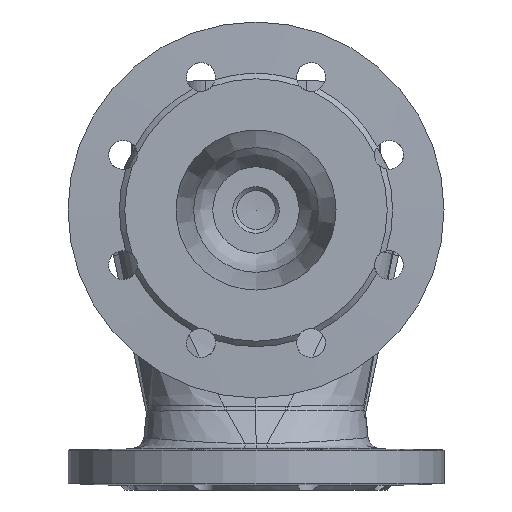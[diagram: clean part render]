
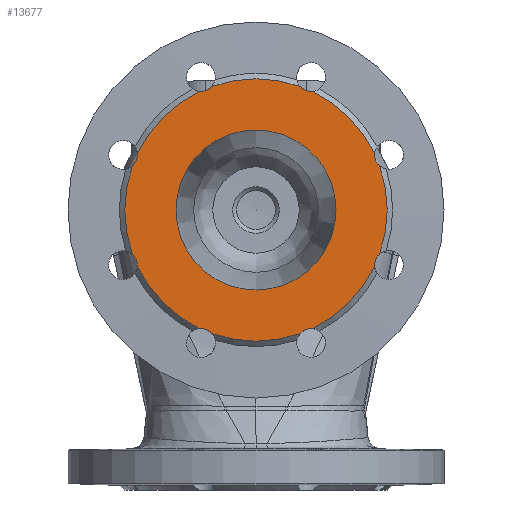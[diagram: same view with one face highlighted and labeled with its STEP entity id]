
A CAD part, front view. The second image highlights one B-rep face of the part: STEP entity #13677.
In plain terms, the highlighted planar face has unit normal (0, -1, 0).
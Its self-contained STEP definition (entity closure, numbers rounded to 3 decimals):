
#208=FACE_BOUND('',#2722,.T.);
#477=PLANE('',#14698);
#811=CIRCLE('',#14697,50.);
#812=CIRCLE('',#14699,9.);
#813=CIRCLE('',#14700,82.);
#814=CIRCLE('',#14701,9.);
#815=CIRCLE('',#14702,82.);
#816=CIRCLE('',#14703,9.);
#817=CIRCLE('',#14704,82.);
#818=CIRCLE('',#14705,9.);
#819=CIRCLE('',#14706,82.);
#820=CIRCLE('',#14707,9.);
#821=CIRCLE('',#14708,82.);
#822=CIRCLE('',#14709,9.);
#823=CIRCLE('',#14710,9.);
#824=CIRCLE('',#14711,82.);
#825=CIRCLE('',#14712,9.);
#826=CIRCLE('',#14713,9.);
#827=CIRCLE('',#14714,82.);
#828=CIRCLE('',#14715,9.);
#829=CIRCLE('',#14716,82.);
#1826=FACE_OUTER_BOUND('',#2721,.T.);
#2721=EDGE_LOOP('',(#9814,#9815,#9816,#9817,#9818,#9819,#9820,#9821,#9822,
#9823,#9824,#9825,#9826,#9827,#9828,#9829,#9830,#9831));
#2722=EDGE_LOOP('',(#9832));
#5819=VERTEX_POINT('',#39219);
#5820=VERTEX_POINT('',#39223);
#5821=VERTEX_POINT('',#39224);
#5822=VERTEX_POINT('',#39226);
#5823=VERTEX_POINT('',#39228);
#5824=VERTEX_POINT('',#39230);
#5825=VERTEX_POINT('',#39232);
#5826=VERTEX_POINT('',#39234);
#5827=VERTEX_POINT('',#39236);
#5828=VERTEX_POINT('',#39238);
#5829=VERTEX_POINT('',#39240);
#5830=VERTEX_POINT('',#39242);
#5831=VERTEX_POINT('',#39244);
#5832=VERTEX_POINT('',#39246);
#5833=VERTEX_POINT('',#39248);
#5834=VERTEX_POINT('',#39250);
#5835=VERTEX_POINT('',#39252);
#5836=VERTEX_POINT('',#39254);
#5837=VERTEX_POINT('',#39256);
#7295=EDGE_CURVE('',#5819,#5819,#811,.T.);
#7297=EDGE_CURVE('',#5820,#5821,#812,.T.);
#7298=EDGE_CURVE('',#5821,#5822,#813,.T.);
#7299=EDGE_CURVE('',#5822,#5823,#814,.T.);
#7300=EDGE_CURVE('',#5823,#5824,#815,.T.);
#7301=EDGE_CURVE('',#5824,#5825,#816,.T.);
#7302=EDGE_CURVE('',#5825,#5826,#817,.T.);
#7303=EDGE_CURVE('',#5826,#5827,#818,.T.);
#7304=EDGE_CURVE('',#5827,#5828,#819,.T.);
#7305=EDGE_CURVE('',#5828,#5829,#820,.T.);
#7306=EDGE_CURVE('',#5829,#5830,#821,.T.);
#7307=EDGE_CURVE('',#5830,#5831,#822,.T.);
#7308=EDGE_CURVE('',#5831,#5832,#823,.T.);
#7309=EDGE_CURVE('',#5832,#5833,#824,.T.);
#7310=EDGE_CURVE('',#5833,#5834,#825,.T.);
#7311=EDGE_CURVE('',#5834,#5835,#826,.T.);
#7312=EDGE_CURVE('',#5835,#5836,#827,.T.);
#7313=EDGE_CURVE('',#5836,#5837,#828,.T.);
#7314=EDGE_CURVE('',#5837,#5820,#829,.T.);
#9814=ORIENTED_EDGE('',*,*,#7297,.T.);
#9815=ORIENTED_EDGE('',*,*,#7298,.T.);
#9816=ORIENTED_EDGE('',*,*,#7299,.T.);
#9817=ORIENTED_EDGE('',*,*,#7300,.T.);
#9818=ORIENTED_EDGE('',*,*,#7301,.T.);
#9819=ORIENTED_EDGE('',*,*,#7302,.T.);
#9820=ORIENTED_EDGE('',*,*,#7303,.T.);
#9821=ORIENTED_EDGE('',*,*,#7304,.T.);
#9822=ORIENTED_EDGE('',*,*,#7305,.T.);
#9823=ORIENTED_EDGE('',*,*,#7306,.T.);
#9824=ORIENTED_EDGE('',*,*,#7307,.T.);
#9825=ORIENTED_EDGE('',*,*,#7308,.T.);
#9826=ORIENTED_EDGE('',*,*,#7309,.T.);
#9827=ORIENTED_EDGE('',*,*,#7310,.T.);
#9828=ORIENTED_EDGE('',*,*,#7311,.T.);
#9829=ORIENTED_EDGE('',*,*,#7312,.T.);
#9830=ORIENTED_EDGE('',*,*,#7313,.T.);
#9831=ORIENTED_EDGE('',*,*,#7314,.T.);
#9832=ORIENTED_EDGE('',*,*,#7295,.T.);
#13677=ADVANCED_FACE('',(#1826,#208),#477,.F.);
#14697=AXIS2_PLACEMENT_3D('',#39220,#16281,#16282);
#14698=AXIS2_PLACEMENT_3D('',#39222,#16284,#16285);
#14699=AXIS2_PLACEMENT_3D('',#39225,#16286,#16287);
#14700=AXIS2_PLACEMENT_3D('',#39227,#16288,#16289);
#14701=AXIS2_PLACEMENT_3D('',#39229,#16290,#16291);
#14702=AXIS2_PLACEMENT_3D('',#39231,#16292,#16293);
#14703=AXIS2_PLACEMENT_3D('',#39233,#16294,#16295);
#14704=AXIS2_PLACEMENT_3D('',#39235,#16296,#16297);
#14705=AXIS2_PLACEMENT_3D('',#39237,#16298,#16299);
#14706=AXIS2_PLACEMENT_3D('',#39239,#16300,#16301);
#14707=AXIS2_PLACEMENT_3D('',#39241,#16302,#16303);
#14708=AXIS2_PLACEMENT_3D('',#39243,#16304,#16305);
#14709=AXIS2_PLACEMENT_3D('',#39245,#16306,#16307);
#14710=AXIS2_PLACEMENT_3D('',#39247,#16308,#16309);
#14711=AXIS2_PLACEMENT_3D('',#39249,#16310,#16311);
#14712=AXIS2_PLACEMENT_3D('',#39251,#16312,#16313);
#14713=AXIS2_PLACEMENT_3D('',#39253,#16314,#16315);
#14714=AXIS2_PLACEMENT_3D('',#39255,#16316,#16317);
#14715=AXIS2_PLACEMENT_3D('',#39257,#16318,#16319);
#14716=AXIS2_PLACEMENT_3D('',#39258,#16320,#16321);
#16281=DIRECTION('center_axis',(0.,1.,0.));
#16282=DIRECTION('ref_axis',(0.,0.,-1.));
#16284=DIRECTION('center_axis',(0.,1.,0.));
#16285=DIRECTION('ref_axis',(0.,0.,-1.));
#16286=DIRECTION('center_axis',(0.,1.,0.));
#16287=DIRECTION('ref_axis',(-0.748,0.,0.664));
#16288=DIRECTION('center_axis',(0.,-1.,0.));
#16289=DIRECTION('ref_axis',(0.427,0.,-0.904));
#16290=DIRECTION('center_axis',(0.,1.,0.));
#16291=DIRECTION('ref_axis',(-1.,0.,0.));
#16292=DIRECTION('center_axis',(0.,-1.,0.));
#16293=DIRECTION('ref_axis',(0.941,0.,-0.338));
#16294=DIRECTION('center_axis',(0.,1.,0.));
#16295=DIRECTION('ref_axis',(-1.,0.,0.));
#16296=DIRECTION('center_axis',(0.,-1.,0.));
#16297=DIRECTION('ref_axis',(0.904,0.,0.427));
#16298=DIRECTION('center_axis',(0.,1.,0.));
#16299=DIRECTION('ref_axis',(0.06,0.,-0.998));
#16300=DIRECTION('center_axis',(0.,-1.,0.));
#16301=DIRECTION('ref_axis',(0.338,0.,0.941));
#16302=DIRECTION('center_axis',(0.,1.,0.));
#16303=DIRECTION('ref_axis',(0.748,0.,-0.664));
#16304=DIRECTION('center_axis',(0.,-1.,0.));
#16305=DIRECTION('ref_axis',(-0.427,0.,0.904));
#16306=DIRECTION('center_axis',(0.,1.,0.));
#16307=DIRECTION('ref_axis',(1.,0.,0.));
#16308=DIRECTION('center_axis',(0.,1.,0.));
#16309=DIRECTION('ref_axis',(1.,0.,0.));
#16310=DIRECTION('center_axis',(0.,-1.,0.));
#16311=DIRECTION('ref_axis',(-0.941,0.,0.338));
#16312=DIRECTION('center_axis',(0.,1.,0.));
#16313=DIRECTION('ref_axis',(1.,0.,0.));
#16314=DIRECTION('center_axis',(0.,1.,0.));
#16315=DIRECTION('ref_axis',(1.,0.,0.));
#16316=DIRECTION('center_axis',(0.,-1.,0.));
#16317=DIRECTION('ref_axis',(-0.904,0.,-0.427));
#16318=DIRECTION('center_axis',(0.,1.,0.));
#16319=DIRECTION('ref_axis',(-0.06,0.,0.998));
#16320=DIRECTION('center_axis',(0.,-1.,0.));
#16321=DIRECTION('ref_axis',(-0.338,0.,-0.941));
#39219=CARTESIAN_POINT('',(0.,-175.,50.));
#39220=CARTESIAN_POINT('Origin',(0.,-175.,0.));
#39222=CARTESIAN_POINT('Origin',(0.,-175.,0.));
#39223=CARTESIAN_POINT('',(27.709,-175.,-77.177));
#39224=CARTESIAN_POINT('',(34.979,-175.,-74.165));
#39225=CARTESIAN_POINT('Origin',(34.442,-175.,-83.149));
#39226=CARTESIAN_POINT('',(74.165,-175.,-34.979));
#39227=CARTESIAN_POINT('Origin',(0.,-175.,0.));
#39228=CARTESIAN_POINT('',(77.177,-175.,-27.709));
#39229=CARTESIAN_POINT('Origin',(83.149,-175.,-34.442));
#39230=CARTESIAN_POINT('',(77.177,-175.,27.709));
#39231=CARTESIAN_POINT('Origin',(0.,-175.,0.));
#39232=CARTESIAN_POINT('',(74.165,-175.,34.979));
#39233=CARTESIAN_POINT('Origin',(83.149,-175.,34.442));
#39234=CARTESIAN_POINT('',(34.979,-175.,74.165));
#39235=CARTESIAN_POINT('Origin',(0.,-175.,0.));
#39236=CARTESIAN_POINT('',(27.709,-175.,77.177));
#39237=CARTESIAN_POINT('Origin',(34.442,-175.,83.149));
#39238=CARTESIAN_POINT('',(-27.709,-175.,77.177));
#39239=CARTESIAN_POINT('Origin',(0.,-175.,0.));
#39240=CARTESIAN_POINT('',(-34.979,-175.,74.165));
#39241=CARTESIAN_POINT('Origin',(-34.442,-175.,83.149));
#39242=CARTESIAN_POINT('',(-74.165,-175.,34.979));
#39243=CARTESIAN_POINT('Origin',(0.,-175.,0.));
#39244=CARTESIAN_POINT('',(-74.149,-175.,34.442));
#39245=CARTESIAN_POINT('Origin',(-83.149,-175.,34.442));
#39246=CARTESIAN_POINT('',(-77.177,-175.,27.709));
#39247=CARTESIAN_POINT('Origin',(-83.149,-175.,34.442));
#39248=CARTESIAN_POINT('',(-77.177,-175.,-27.709));
#39249=CARTESIAN_POINT('Origin',(0.,-175.,0.));
#39250=CARTESIAN_POINT('',(-74.149,-175.,-34.442));
#39251=CARTESIAN_POINT('Origin',(-83.149,-175.,-34.442));
#39252=CARTESIAN_POINT('',(-74.165,-175.,-34.979));
#39253=CARTESIAN_POINT('Origin',(-83.149,-175.,-34.442));
#39254=CARTESIAN_POINT('',(-34.979,-175.,-74.165));
#39255=CARTESIAN_POINT('Origin',(0.,-175.,0.));
#39256=CARTESIAN_POINT('',(-27.709,-175.,-77.177));
#39257=CARTESIAN_POINT('Origin',(-34.442,-175.,-83.149));
#39258=CARTESIAN_POINT('Origin',(0.,-175.,0.));
